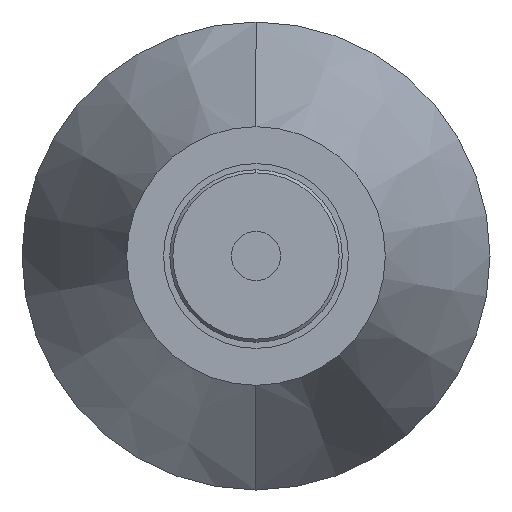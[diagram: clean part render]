
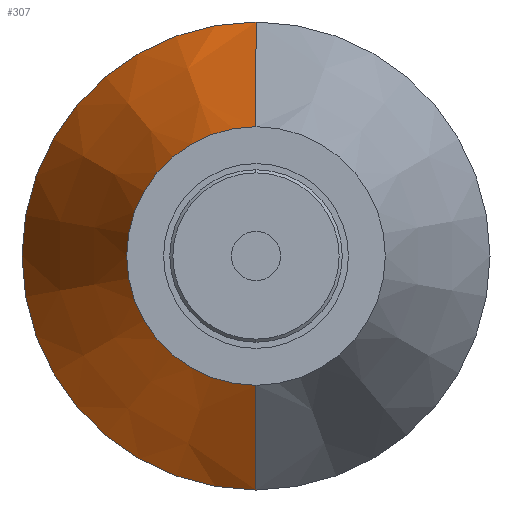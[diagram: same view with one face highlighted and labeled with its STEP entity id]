
A CAD part, left-side view. The second image highlights one B-rep face of the part: STEP entity #307.
In plain terms, the highlighted conical face has half-angle 21.112 degrees and reference radius 38 mm.
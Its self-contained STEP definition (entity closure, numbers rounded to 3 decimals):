
#8 = VERTEX_POINT ( 'NONE', #20 ) ;
#20 = CARTESIAN_POINT ( 'NONE',  ( 154.77, 0., 38. ) ) ;
#21 = DIRECTION ( 'NONE',  ( -1., 0., 0. ) ) ;
#66 = CARTESIAN_POINT ( 'NONE',  ( 154.77, 0., -38. ) ) ;
#67 = AXIS2_PLACEMENT_3D ( 'NONE', #605, #717, #76 ) ;
#76 = DIRECTION ( 'NONE',  ( 0., 0., -1. ) ) ;
#100 = ORIENTED_EDGE ( 'NONE', *, *, #188, .F. ) ;
#123 = DIRECTION ( 'NONE',  ( 0.933, 0., -0.36 ) ) ;
#149 = DIRECTION ( 'NONE',  ( 0., 0., 1. ) ) ;
#188 = EDGE_CURVE ( 'NONE', #360, #305, #759, .T. ) ;
#202 = CARTESIAN_POINT ( 'NONE',  ( 110.74, 0., -21. ) ) ;
#204 = VERTEX_POINT ( 'NONE', #246 ) ;
#223 = CIRCLE ( 'NONE', #565, 21. ) ;
#234 = CARTESIAN_POINT ( 'NONE',  ( 154.77, 0., -38. ) ) ;
#246 = CARTESIAN_POINT ( 'NONE',  ( 110.74, 0., 21. ) ) ;
#261 = LINE ( 'NONE', #610, #693 ) ;
#264 = DIRECTION ( 'NONE',  ( 0.933, 0., 0.36 ) ) ;
#274 = CARTESIAN_POINT ( 'NONE',  ( 110.74, 0., 0. ) ) ;
#305 = VERTEX_POINT ( 'NONE', #66 ) ;
#307 = ADVANCED_FACE ( 'NONE', ( #714 ), #483, .T. ) ;
#360 = VERTEX_POINT ( 'NONE', #202 ) ;
#452 = CARTESIAN_POINT ( 'NONE',  ( 154.77, 0., 0. ) ) ;
#454 = EDGE_CURVE ( 'NONE', #204, #8, #261, .T. ) ;
#483 = CONICAL_SURFACE ( 'NONE', #67, 38., 0.368 ) ;
#491 = VECTOR ( 'NONE', #123, 1000. ) ;
#496 = EDGE_CURVE ( 'NONE', #204, #360, #223, .T. ) ;
#519 = EDGE_CURVE ( 'NONE', #8, #305, #530, .T. ) ;
#520 = EDGE_LOOP ( 'NONE', ( #609, #656, #580, #100 ) ) ;
#530 = CIRCLE ( 'NONE', #552, 38. ) ;
#552 = AXIS2_PLACEMENT_3D ( 'NONE', #452, #676, #738 ) ;
#565 = AXIS2_PLACEMENT_3D ( 'NONE', #274, #21, #149 ) ;
#580 = ORIENTED_EDGE ( 'NONE', *, *, #519, .T. ) ;
#605 = CARTESIAN_POINT ( 'NONE',  ( 154.77, 0., 0. ) ) ;
#609 = ORIENTED_EDGE ( 'NONE', *, *, #496, .F. ) ;
#610 = CARTESIAN_POINT ( 'NONE',  ( 154.77, 0., 38. ) ) ;
#656 = ORIENTED_EDGE ( 'NONE', *, *, #454, .T. ) ;
#676 = DIRECTION ( 'NONE',  ( -1., 0., 0. ) ) ;
#693 = VECTOR ( 'NONE', #264, 1000. ) ;
#714 = FACE_OUTER_BOUND ( 'NONE', #520, .T. ) ;
#717 = DIRECTION ( 'NONE',  ( 1., 0., 0. ) ) ;
#738 = DIRECTION ( 'NONE',  ( 0., 0., 1. ) ) ;
#759 = LINE ( 'NONE', #234, #491 ) ;
